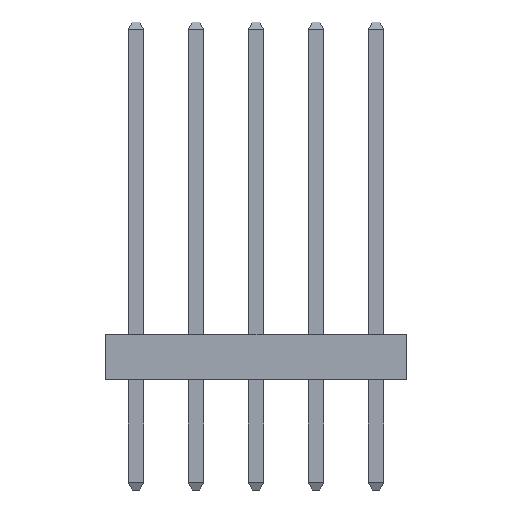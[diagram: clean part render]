
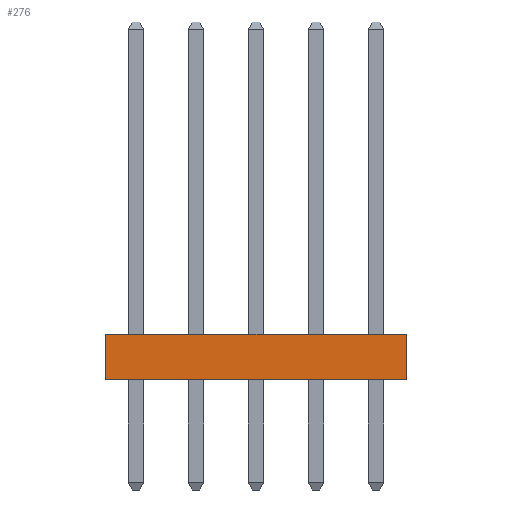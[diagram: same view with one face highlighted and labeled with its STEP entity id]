
A CAD part, top view. The second image highlights one B-rep face of the part: STEP entity #276.
In plain terms, the highlighted planar face has unit normal (0, 0, 1).
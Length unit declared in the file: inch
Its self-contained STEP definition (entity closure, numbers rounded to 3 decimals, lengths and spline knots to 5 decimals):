
#276 = ADVANCED_FACE( '', ( #527 ), #528, .F. );
#527 = FACE_OUTER_BOUND( '', #794, .T. );
#528 = PLANE( '', #795 );
#794 = EDGE_LOOP( '', ( #1673, #1674, #1675, #1676 ) );
#795 = AXIS2_PLACEMENT_3D( '', #1677, #1678, #1679 );
#1673 = ORIENTED_EDGE( '', *, *, #2018, .T. );
#1674 = ORIENTED_EDGE( '', *, *, #2074, .F. );
#1675 = ORIENTED_EDGE( '', *, *, #2048, .F. );
#1676 = ORIENTED_EDGE( '', *, *, #2021, .T. );
#1677 = CARTESIAN_POINT( '', ( -0.19685, 0.059, 0.03935 ) );
#1678 = DIRECTION( '', ( 0., 0., -1. ) );
#1679 = DIRECTION( '', ( -1., 0., 0. ) );
#2018 = EDGE_CURVE( '', #2450, #2454, #2456, .T. );
#2021 = EDGE_CURVE( '', #2461, #2450, #2462, .T. );
#2048 = EDGE_CURVE( '', #2461, #2510, #2511, .T. );
#2074 = EDGE_CURVE( '', #2510, #2454, #2554, .T. );
#2450 = VERTEX_POINT( '', #3153 );
#2454 = VERTEX_POINT( '', #3159 );
#2456 = LINE( '', #3162, #3163 );
#2461 = VERTEX_POINT( '', #3170 );
#2462 = LINE( '', #3171, #3172 );
#2510 = VERTEX_POINT( '', #3246 );
#2511 = LINE( '', #3247, #3248 );
#2554 = LINE( '', #3316, #3317 );
#3153 = CARTESIAN_POINT( '', ( -0.19685, 0., 0.03935 ) );
#3159 = CARTESIAN_POINT( '', ( 0.19685, 0., 0.03935 ) );
#3162 = CARTESIAN_POINT( '', ( -0.19685, 0., 0.03935 ) );
#3163 = VECTOR( '', #3570, 39.37008 );
#3170 = CARTESIAN_POINT( '', ( -0.19685, 0.059, 0.03935 ) );
#3171 = CARTESIAN_POINT( '', ( -0.19685, 0.059, 0.03935 ) );
#3172 = VECTOR( '', #3573, 39.37008 );
#3246 = CARTESIAN_POINT( '', ( 0.19685, 0.059, 0.03935 ) );
#3247 = CARTESIAN_POINT( '', ( -0.19685, 0.059, 0.03935 ) );
#3248 = VECTOR( '', #3600, 39.37008 );
#3316 = CARTESIAN_POINT( '', ( 0.19685, 0.059, 0.03935 ) );
#3317 = VECTOR( '', #3626, 39.37008 );
#3570 = DIRECTION( '', ( 1., 0., 0. ) );
#3573 = DIRECTION( '', ( 0., -1., 0. ) );
#3600 = DIRECTION( '', ( 1., 0., 0. ) );
#3626 = DIRECTION( '', ( 0., -1., 0. ) );
